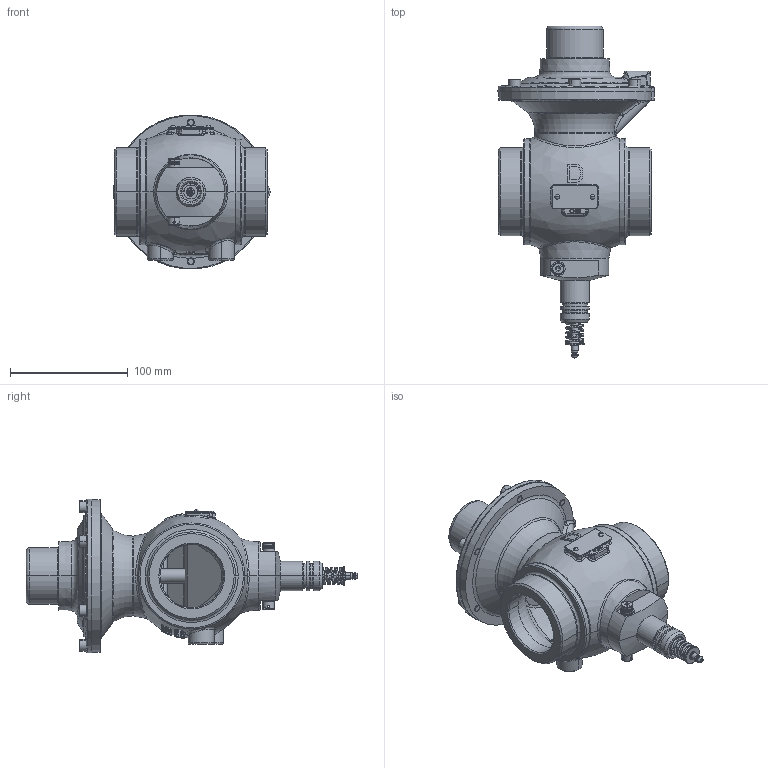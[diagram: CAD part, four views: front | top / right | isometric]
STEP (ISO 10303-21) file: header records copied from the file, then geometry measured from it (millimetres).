
FILE_DESCRIPTION((''),'2;1');
FILE_NAME('003L3602_ASM','2015-02-25T',('u317927'),('Danfoss'),'PRO/ENGINEER BY PARAMETRIC TECHNOLOGY CORPORATION, 2014000','PRO/ENGINEER BY PARAMETRIC TECHNOLOGY CORPORATION, 2014000','');
FILE_SCHEMA(('CONFIG_CONTROL_DESIGN'));
Length unit declared in the file: millimetre
Products named in the file (21): 8884121; O-RING_5X1_5; 8907060_ASM; 8884107_ASM; 8907088; HEX_SCREW_DIN912_M6X12; 8882005; 5589607; 8884139; 8884126; 8884112_ASM; 8883856; 5201737; 5451222; 8884100_ASM; 8884127; 8884114_ASM; 8884148; 8884278; 52115035; 003L3602_ASM
Assembly tree (28 placements, depth 3):
  003L3602_ASM
    8884121
    O-RING_5X1_5
    8907060_ASM
    8884107_ASM
    8907088
    HEX_SCREW_DIN912_M6X12  x6
    8882005
    5589607  x2
    8884139
    8884100_ASM
      8884126
      8884112_ASM
      8883856
      5201737  x2
      5451222  x2
    8884114_ASM
      8884127
    8884148
    8884278
    52115035
Bounding box: 132.92 x 282.5 x 130.92 mm (x, y, z)
Volume: 730293.7 mm3; surface area: 235077 mm2
Topology: 23 solids, 43 shells, 1879 faces, 4635 edges, 2882 vertices
Faces by surface type: plane 879, cylinder 438, cone 202, torus 173, bspline 170, sphere 17
Entity records: 63632 total; most frequent: CARTESIAN_POINT 24703, ORIENTED_EDGE 8390, DIRECTION 7547, EDGE_CURVE 4225, AXIS2_PLACEMENT_3D 2998, VERTEX_POINT 2653, EDGE_LOOP 1836, FACE_OUTER_BOUND 1688
